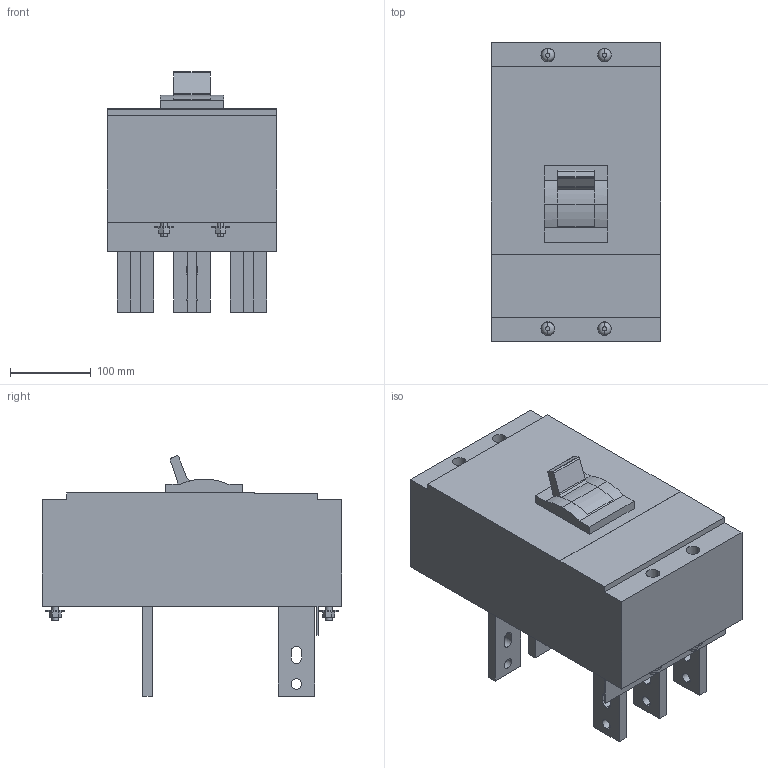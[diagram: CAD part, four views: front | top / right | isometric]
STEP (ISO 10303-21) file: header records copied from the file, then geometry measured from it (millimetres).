
FILE_DESCRIPTION(('CoCreate Modeling STEP Export'),'2;1');
FILE_NAME('ＸＳ１２５０ＮＤ３Ｒ.stp','2016-03-31T13:57:35',(''),(''),'CoCreate Modeling STEP processor for AP214 (Solid Model)','CoCreate Modeling 17.0 01-Apr-2010 (C) Parametric Technology GmbH','');
FILE_SCHEMA(('AUTOMOTIVE_DESIGN { 1 0 10303 214 1 1 1 1 }'));
Length unit declared in the file: millimetre
Products named in the file (5): p4.1; p2.1; p1; p3.3; ＸＳ１２５０ＮＤ３Ｒ
Assembly tree (13 placements, depth 2):
  ＸＳ１２５０ＮＤ３Ｒ
    p4.1  x4
    p3.3  x4
    p1
    p2.1  x4
Bounding box: 210 x 370 x 296.76 mm (x, y, z)
Volume: 11160180.1 mm3; surface area: 456621.5 mm2
Topology: 13 solids, 13 shells, 234 faces, 569 edges, 376 vertices
Faces by surface type: plane 130, cylinder 96, torus 8
Entity records: 5317 total; most frequent: ORIENTED_EDGE 826, CARTESIAN_POINT 730, DIRECTION 656, EDGE_CURVE 413, VERTEX_POINT 274, VECTOR 256, LINE 256, EDGE_LOOP 207
